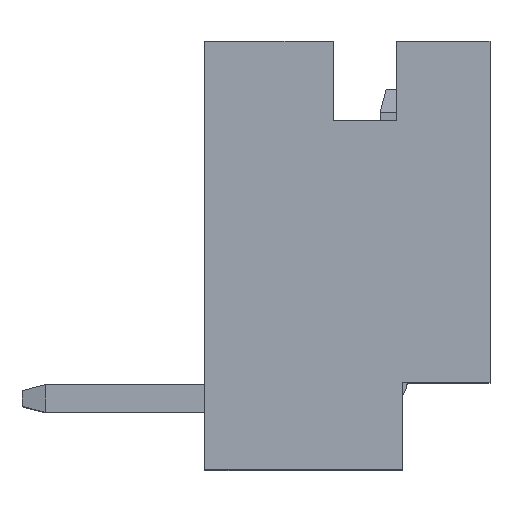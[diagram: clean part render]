
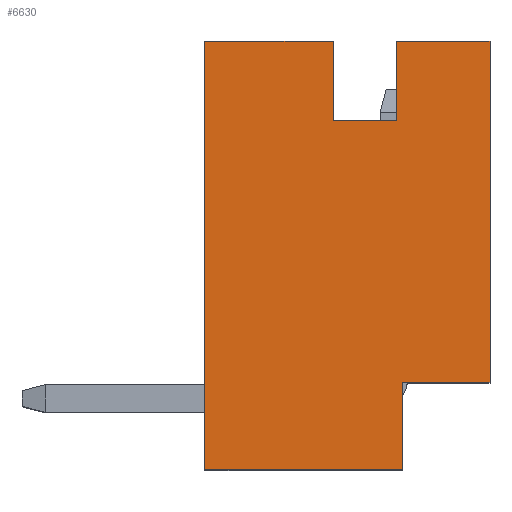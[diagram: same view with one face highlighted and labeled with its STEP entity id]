
A CAD part, top view. The second image highlights one B-rep face of the part: STEP entity #6630.
In plain terms, the highlighted planar face has unit normal (0, 0, 1).
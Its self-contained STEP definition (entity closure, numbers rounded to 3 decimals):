
#3680=CARTESIAN_POINT('',(1.183,-1.53,2.7));
#3690=VERTEX_POINT('',#3680);
#3720=CARTESIAN_POINT('',(1.183,0.,2.7));
#3730=DIRECTION('',(0.,1.,0.));
#3740=VECTOR('',#3730,1.);
#3750=LINE('',#3720,#3740);
#3760=CARTESIAN_POINT('',(1.183,2.77,2.7));
#3770=VERTEX_POINT('',#3760);
#3780=EDGE_CURVE('',#3690,#3770,#3750,.T.);
#5850=CARTESIAN_POINT('',(-0.318,-2.272,2.7));
#5860=DIRECTION('',(0.,0.,1.));
#5870=DIRECTION('',(1.,0.,0.));
#5880=AXIS2_PLACEMENT_3D('',#5850,#5860,#5870);
#5890=PLANE('',#5880);
#5900=CARTESIAN_POINT('',(-2.417,0.,2.7));
#5910=DIRECTION('',(0.,-1.,0.));
#5920=VECTOR('',#5910,1.);
#5930=LINE('',#5900,#5920);
#5940=CARTESIAN_POINT('',(-2.417,2.77,2.7));
#5950=VERTEX_POINT('',#5940);
#5960=CARTESIAN_POINT('',(-2.417,-2.63,2.7));
#5970=VERTEX_POINT('',#5960);
#5980=EDGE_CURVE('',#5950,#5970,#5930,.T.);
#5990=ORIENTED_EDGE('',*,*,#5980,.T.);
#6000=CARTESIAN_POINT('',(0.,2.77,2.7));
#6010=DIRECTION('',(1.,0.,0.));
#6020=VECTOR('',#6010,1.);
#6030=LINE('',#6000,#6020);
#6040=CARTESIAN_POINT('',(-0.792,2.77,2.7));
#6050=VERTEX_POINT('',#6040);
#6060=EDGE_CURVE('',#5950,#6050,#6030,.T.);
#6070=ORIENTED_EDGE('',*,*,#6060,.F.);
#6080=CARTESIAN_POINT('',(-0.792,2.77,2.7));
#6090=DIRECTION('',(0.,-1.,0.));
#6100=VECTOR('',#6090,1.);
#6110=LINE('',#6080,#6100);
#6120=CARTESIAN_POINT('',(-0.792,1.77,2.7));
#6130=VERTEX_POINT('',#6120);
#6140=EDGE_CURVE('',#6050,#6130,#6110,.T.);
#6150=ORIENTED_EDGE('',*,*,#6140,.F.);
#6160=CARTESIAN_POINT('',(0.,1.77,2.7));
#6170=DIRECTION('',(1.,0.,0.));
#6180=VECTOR('',#6170,1.);
#6190=LINE('',#6160,#6180);
#6200=CARTESIAN_POINT('',(0.008,1.77,2.7));
#6210=VERTEX_POINT('',#6200);
#6220=EDGE_CURVE('',#6130,#6210,#6190,.T.);
#6230=ORIENTED_EDGE('',*,*,#6220,.F.);
#6240=CARTESIAN_POINT('',(0.008,0.,2.7)
);
#6250=DIRECTION('',(0.,1.,0.));
#6260=VECTOR('',#6250,1.);
#6270=LINE('',#6240,#6260);
#6280=CARTESIAN_POINT('',(0.008,2.77,2.7));
#6290=VERTEX_POINT('',#6280);
#6300=EDGE_CURVE('',#6210,#6290,#6270,.T.);
#6310=ORIENTED_EDGE('',*,*,#6300,.F.);
#6320=CARTESIAN_POINT('',(0.108,2.77,2.7));
#6330=DIRECTION('',(-1.,0.,0.));
#6340=VECTOR('',#6330,1.);
#6350=LINE('',#6320,#6340);
#6360=EDGE_CURVE('',#3770,#6290,#6350,.T.);
#6370=ORIENTED_EDGE('',*,*,#6360,.T.);
#6380=ORIENTED_EDGE('',*,*,#3780,.T.);
#6390=CARTESIAN_POINT('',(0.,-1.53,2.7));
#6400=DIRECTION('',(1.,0.,0.));
#6410=VECTOR('',#6400,1.);
#6420=LINE('',#6390,#6410);
#6430=CARTESIAN_POINT('',(0.083,-1.53,2.7));
#6440=VERTEX_POINT('',#6430);
#6450=EDGE_CURVE('',#6440,#3690,#6420,.T.);
#6460=ORIENTED_EDGE('',*,*,#6450,.T.);
#6470=CARTESIAN_POINT('',(0.083,-2.43,2.7));
#6480=DIRECTION('',(0.,-1.,0.));
#6490=VECTOR('',#6480,1.);
#6500=LINE('',#6470,#6490);
#6510=CARTESIAN_POINT('',(0.083,-2.63,2.7));
#6520=VERTEX_POINT('',#6510);
#6530=EDGE_CURVE('',#6440,#6520,#6500,.T.);
#6540=ORIENTED_EDGE('',*,*,#6530,.F.);
#6550=CARTESIAN_POINT('',(0.,-2.63,2.7));
#6560=DIRECTION('',(1.,0.,0.));
#6570=VECTOR('',#6560,1.);
#6580=LINE('',#6550,#6570);
#6590=EDGE_CURVE('',#5970,#6520,#6580,.T.);
#6600=ORIENTED_EDGE('',*,*,#6590,.T.);
#6610=EDGE_LOOP('',(#6600,#6540,#6460,#6380,#6370,#6310,#6230,#6150,
#6070,#5990));
#6620=FACE_OUTER_BOUND('',#6610,.T.);
#6630=ADVANCED_FACE('',(#6620),#5890,.T.);
